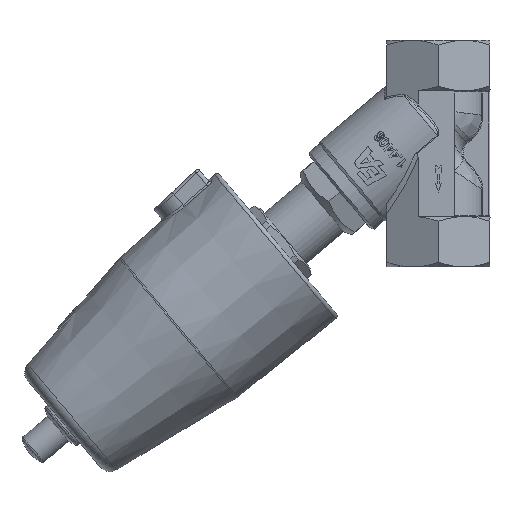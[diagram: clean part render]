
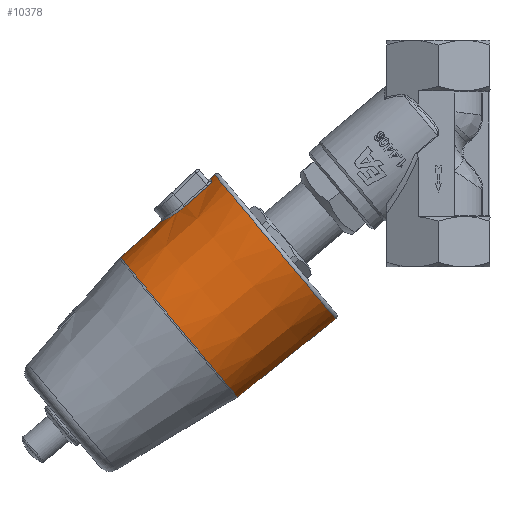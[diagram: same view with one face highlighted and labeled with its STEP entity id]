
A CAD part, left-side view. The second image highlights one B-rep face of the part: STEP entity #10378.
In plain terms, the highlighted conical face has half-angle 1.5 degrees and reference radius 36.808 mm.
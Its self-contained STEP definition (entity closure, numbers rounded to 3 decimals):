
#598=B_SPLINE_CURVE_WITH_KNOTS('',3,(#31927,#31928,#31929,#31930),
 .UNSPECIFIED.,.F.,.F.,(4,4),(1.013,1.021),
 .UNSPECIFIED.);
#599=B_SPLINE_CURVE_WITH_KNOTS('',3,(#31962,#31963,#31964,#31965,#31966,
#31967),.UNSPECIFIED.,.F.,.F.,(4,1,1,4),(-0.409,-0.292,
-0.175,0.),.UNSPECIFIED.);
#601=B_SPLINE_CURVE_WITH_KNOTS('',3,(#32028,#32029,#32030,#32031,#32032,
#32033,#32034,#32035,#32036,#32037),.UNSPECIFIED.,.F.,.F.,(4,1,1,1,1,1,
1,4),(-3.528,-3.024,-2.52,-2.016,
-1.512,-1.008,-0.504,0.),
 .UNSPECIFIED.);
#602=B_SPLINE_CURVE_WITH_KNOTS('',3,(#32066,#32067,#32068,#32069),
 .UNSPECIFIED.,.F.,.F.,(4,4),(-1.021,-1.013),
 .UNSPECIFIED.);
#603=B_SPLINE_CURVE_WITH_KNOTS('',3,(#32095,#32096,#32097,#32098,#32099),
 .UNSPECIFIED.,.F.,.F.,(4,1,4),(-0.409,-0.175,0.),
 .UNSPECIFIED.);
#916=FACE_BOUND('',#2385,.T.);
#1738=FACE_OUTER_BOUND('',#2384,.T.);
#2384=EDGE_LOOP('',(#9497,#9498,#9499,#9500,#9501,#9502,#9503,#9504));
#2385=EDGE_LOOP('',(#9505,#9506,#9507,#9508,#9509,#9510));
#3007=LINE('',#32112,#3596);
#3596=VECTOR('',#13885,36.808);
#3991=CIRCLE('',#11442,37.396);
#3993=CIRCLE('',#11445,37.46);
#3994=CIRCLE('',#11446,37.46);
#3995=CIRCLE('',#11447,36.156);
#3996=CIRCLE('',#11448,36.156);
#3997=CIRCLE('',#11449,36.156);
#3998=CIRCLE('',#11450,37.46);
#5012=VERTEX_POINT('',#31923);
#5013=VERTEX_POINT('',#31925);
#5014=VERTEX_POINT('',#31961);
#5016=VERTEX_POINT('',#32026);
#5017=VERTEX_POINT('',#32039);
#5019=VERTEX_POINT('',#32064);
#5020=VERTEX_POINT('',#32106);
#5021=VERTEX_POINT('',#32107);
#5022=VERTEX_POINT('',#32109);
#5023=VERTEX_POINT('',#32111);
#5024=VERTEX_POINT('',#32113);
#5025=VERTEX_POINT('',#32115);
#6528=EDGE_CURVE('',#5013,#5012,#598,.T.);
#6529=EDGE_CURVE('',#5012,#5014,#599,.T.);
#6533=EDGE_CURVE('',#5016,#5013,#601,.T.);
#6536=EDGE_CURVE('',#5014,#5017,#3991,.T.);
#6538=EDGE_CURVE('',#5019,#5016,#602,.T.);
#6539=EDGE_CURVE('',#5017,#5019,#603,.T.);
#6541=EDGE_CURVE('',#5020,#5021,#3993,.T.);
#6542=EDGE_CURVE('',#5022,#5020,#3994,.T.);
#6543=EDGE_CURVE('',#5022,#5023,#3007,.T.);
#6544=EDGE_CURVE('',#5023,#5024,#3995,.T.);
#6545=EDGE_CURVE('',#5024,#5025,#3996,.T.);
#6546=EDGE_CURVE('',#5025,#5023,#3997,.T.);
#6547=EDGE_CURVE('',#5021,#5022,#3998,.T.);
#9497=ORIENTED_EDGE('',*,*,#6541,.F.);
#9498=ORIENTED_EDGE('',*,*,#6542,.F.);
#9499=ORIENTED_EDGE('',*,*,#6543,.T.);
#9500=ORIENTED_EDGE('',*,*,#6544,.T.);
#9501=ORIENTED_EDGE('',*,*,#6545,.T.);
#9502=ORIENTED_EDGE('',*,*,#6546,.T.);
#9503=ORIENTED_EDGE('',*,*,#6543,.F.);
#9504=ORIENTED_EDGE('',*,*,#6547,.F.);
#9505=ORIENTED_EDGE('',*,*,#6528,.F.);
#9506=ORIENTED_EDGE('',*,*,#6533,.F.);
#9507=ORIENTED_EDGE('',*,*,#6538,.F.);
#9508=ORIENTED_EDGE('',*,*,#6539,.F.);
#9509=ORIENTED_EDGE('',*,*,#6536,.F.);
#9510=ORIENTED_EDGE('',*,*,#6529,.F.);
#9827=CONICAL_SURFACE('',#11444,36.808,0.026);
#10378=ADVANCED_FACE('',(#1738,#916),#9827,.T.);
#11442=AXIS2_PLACEMENT_3D('',#32043,#13875,#13876);
#11444=AXIS2_PLACEMENT_3D('',#32105,#13879,#13880);
#11445=AXIS2_PLACEMENT_3D('',#32108,#13881,#13882);
#11446=AXIS2_PLACEMENT_3D('',#32110,#13883,#13884);
#11447=AXIS2_PLACEMENT_3D('',#32114,#13886,#13887);
#11448=AXIS2_PLACEMENT_3D('',#32116,#13888,#13889);
#11449=AXIS2_PLACEMENT_3D('',#32117,#13890,#13891);
#11450=AXIS2_PLACEMENT_3D('',#32118,#13892,#13893);
#13875=DIRECTION('center_axis',(0.,1.,0.));
#13876=DIRECTION('ref_axis',(1.,0.,0.));
#13879=DIRECTION('center_axis',(0.,-1.,0.));
#13880=DIRECTION('ref_axis',(1.,0.,0.));
#13881=DIRECTION('center_axis',(0.,-1.,0.));
#13882=DIRECTION('ref_axis',(1.,0.,0.));
#13883=DIRECTION('center_axis',(0.,-1.,0.));
#13884=DIRECTION('ref_axis',(1.,0.,0.));
#13885=DIRECTION('',(0.026,1.,0.));
#13886=DIRECTION('center_axis',(0.,-1.,0.));
#13887=DIRECTION('ref_axis',(1.,0.,0.));
#13888=DIRECTION('center_axis',(0.,-1.,0.));
#13889=DIRECTION('ref_axis',(1.,0.,0.));
#13890=DIRECTION('center_axis',(0.,-1.,0.));
#13891=DIRECTION('ref_axis',(1.,0.,0.));
#13892=DIRECTION('center_axis',(0.,-1.,0.));
#13893=DIRECTION('ref_axis',(1.,0.,0.));
#31923=CARTESIAN_POINT('',(35.47,6.565,11.631));
#31925=CARTESIAN_POINT('',(35.273,18.894,11.19));
#31927=CARTESIAN_POINT('Ctrl Pts',(35.273,18.894,11.19));
#31928=CARTESIAN_POINT('Ctrl Pts',(35.339,14.795,11.337));
#31929=CARTESIAN_POINT('Ctrl Pts',(35.405,10.685,11.484));
#31930=CARTESIAN_POINT('Ctrl Pts',(35.47,6.565,11.631));
#31961=CARTESIAN_POINT('',(36.247,3.974,9.198));
#31962=CARTESIAN_POINT('Ctrl Pts',(35.47,6.565,11.631));
#31963=CARTESIAN_POINT('Ctrl Pts',(35.476,6.176,11.645));
#31964=CARTESIAN_POINT('Ctrl Pts',(35.55,5.387,11.489));
#31965=CARTESIAN_POINT('Ctrl Pts',(35.841,4.306,10.661));
#31966=CARTESIAN_POINT('Ctrl Pts',(36.107,3.974,9.75));
#31967=CARTESIAN_POINT('Ctrl Pts',(36.247,3.974,9.198));
#32026=CARTESIAN_POINT('',(35.273,18.894,-11.19));
#32028=CARTESIAN_POINT('Ctrl Pts',(35.273,18.894,-11.19));
#32029=CARTESIAN_POINT('Ctrl Pts',(35.246,20.572,-11.13));
#32030=CARTESIAN_POINT('Ctrl Pts',(35.435,23.905,-10.281));
#32031=CARTESIAN_POINT('Ctrl Pts',(36.16,27.866,-7.07));
#32032=CARTESIAN_POINT('Ctrl Pts',(36.736,30.06,-2.538));
#32033=CARTESIAN_POINT('Ctrl Pts',(36.74,30.067,2.522));
#32034=CARTESIAN_POINT('Ctrl Pts',(36.16,27.869,7.064));
#32035=CARTESIAN_POINT('Ctrl Pts',(35.438,23.917,10.274));
#32036=CARTESIAN_POINT('Ctrl Pts',(35.246,20.572,11.13));
#32037=CARTESIAN_POINT('Ctrl Pts',(35.273,18.894,11.19));
#32039=CARTESIAN_POINT('',(36.247,3.974,-9.198));
#32043=CARTESIAN_POINT('Origin',(0.,3.974,0.));
#32064=CARTESIAN_POINT('',(35.47,6.565,-11.631));
#32066=CARTESIAN_POINT('Ctrl Pts',(35.47,6.565,-11.631));
#32067=CARTESIAN_POINT('Ctrl Pts',(35.405,10.685,-11.484));
#32068=CARTESIAN_POINT('Ctrl Pts',(35.339,14.795,-11.337));
#32069=CARTESIAN_POINT('Ctrl Pts',(35.273,18.894,-11.19));
#32095=CARTESIAN_POINT('Ctrl Pts',(36.247,3.974,-9.198));
#32096=CARTESIAN_POINT('Ctrl Pts',(36.06,3.974,-9.933));
#32097=CARTESIAN_POINT('Ctrl Pts',(35.67,4.601,-11.203));
#32098=CARTESIAN_POINT('Ctrl Pts',(35.479,5.982,-11.652));
#32099=CARTESIAN_POINT('Ctrl Pts',(35.47,6.565,-11.631));
#32105=CARTESIAN_POINT('Origin',(0.,26.441,0.));
#32106=CARTESIAN_POINT('',(37.46,1.539,0.));
#32107=CARTESIAN_POINT('',(0.,1.539,37.46));
#32108=CARTESIAN_POINT('Origin',(0.,1.539,0.));
#32109=CARTESIAN_POINT('',(-37.46,1.539,0.));
#32110=CARTESIAN_POINT('Origin',(0.,1.539,0.));
#32111=CARTESIAN_POINT('',(-36.156,51.342,0.));
#32112=CARTESIAN_POINT('',(-36.808,26.441,0.));
#32113=CARTESIAN_POINT('',(36.156,51.342,0.));
#32114=CARTESIAN_POINT('Origin',(0.,51.342,0.));
#32115=CARTESIAN_POINT('',(0.,51.342,36.156));
#32116=CARTESIAN_POINT('Origin',(0.,51.342,0.));
#32117=CARTESIAN_POINT('Origin',(0.,51.342,0.));
#32118=CARTESIAN_POINT('Origin',(0.,1.539,0.));
